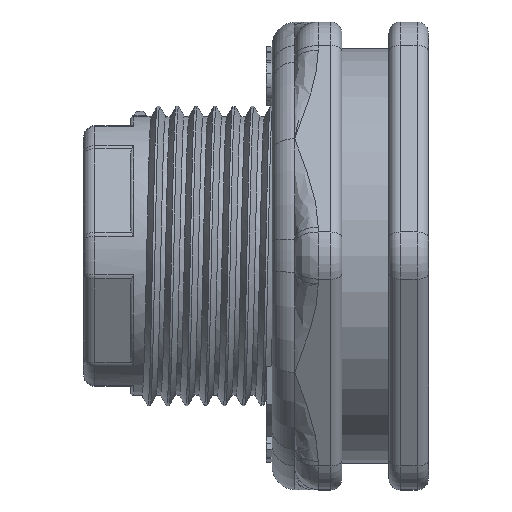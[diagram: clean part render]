
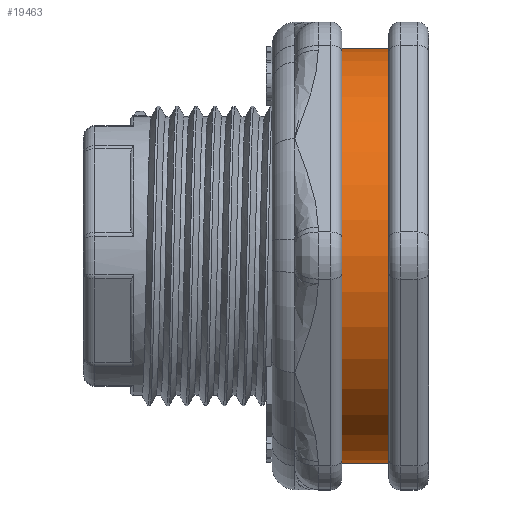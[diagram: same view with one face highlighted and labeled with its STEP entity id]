
A CAD part, top view. The second image highlights one B-rep face of the part: STEP entity #19463.
In plain terms, the highlighted cylindrical face has radius 27.94 mm (diameter 55.88 mm), a full revolution.
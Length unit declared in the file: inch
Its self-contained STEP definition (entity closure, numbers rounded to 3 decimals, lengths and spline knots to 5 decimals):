
#19436=CARTESIAN_POINT('',(0.0,0.125,0.0));
#19437=DIRECTION('',(0.0,-1.0,0.0));
#19438=DIRECTION('',(1.0,0.0,0.0));
#19439=AXIS2_PLACEMENT_3D('',#19436,#19437,#19438);
#19440=CYLINDRICAL_SURFACE('',#19439,1.1);
#19441=CARTESIAN_POINT('',(1.1,0.,0.0));
#19442=VERTEX_POINT('',#19441);
#19443=CARTESIAN_POINT('',(0.0,0.,0.0));
#19444=DIRECTION('',(0.0,-1.0,0.0));
#19445=DIRECTION('',(1.0,0.0,0.0));
#19446=AXIS2_PLACEMENT_3D('',#19443,#19444,#19445);
#19447=CIRCLE('',#19446,1.1);
#19448=EDGE_CURVE('',#19442,#19442,#19447,.T.);
#19449=ORIENTED_EDGE('',*,*,#19448,.F.);
#19450=EDGE_LOOP('',(#19449));
#19451=FACE_OUTER_BOUND('',#19450,.T.);
#19452=CARTESIAN_POINT('',(1.1,0.25,0.0));
#19453=VERTEX_POINT('',#19452);
#19454=CARTESIAN_POINT('',(0.0,0.25,0.0));
#19455=DIRECTION('',(0.0,-1.0,0.0));
#19456=DIRECTION('',(1.0,0.0,0.0));
#19457=AXIS2_PLACEMENT_3D('',#19454,#19455,#19456);
#19458=CIRCLE('',#19457,1.1);
#19459=EDGE_CURVE('',#19453,#19453,#19458,.T.);
#19460=ORIENTED_EDGE('',*,*,#19459,.T.);
#19461=EDGE_LOOP('',(#19460));
#19462=FACE_BOUND('',#19461,.T.);
#19463=ADVANCED_FACE('',(#19451,#19462),#19440,.T.);
